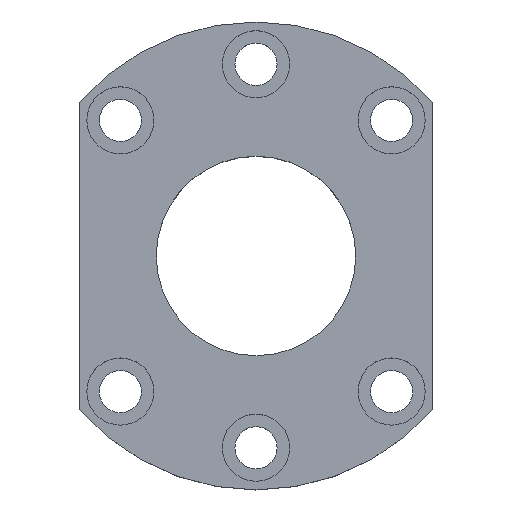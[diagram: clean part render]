
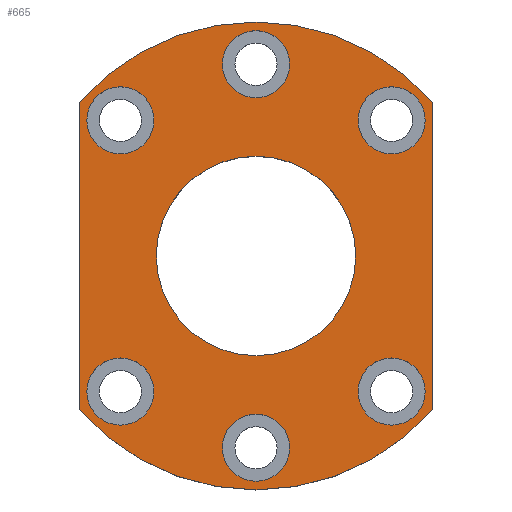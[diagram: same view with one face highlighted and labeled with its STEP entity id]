
A CAD part, top view. The second image highlights one B-rep face of the part: STEP entity #665.
In plain terms, the highlighted planar face has unit normal (0, 0, 1).
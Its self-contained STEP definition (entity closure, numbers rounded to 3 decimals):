
#1 = CARTESIAN_POINT ( 'NONE',  ( 8.75, -50., 0. ) ) ;
#13 = CARTESIAN_POINT ( 'NONE',  ( -46., -40.062, 0. ) ) ;
#18 = DIRECTION ( 'NONE',  ( 0., 0., -1. ) ) ;
#19 = EDGE_CURVE ( 'NONE', #86, #86, #188, .T. ) ;
#20 = VERTEX_POINT ( 'NONE', #465 ) ;
#21 = AXIS2_PLACEMENT_3D ( 'NONE', #520, #159, #671 ) ;
#30 = AXIS2_PLACEMENT_3D ( 'NONE', #326, #390, #542 ) ;
#37 = DIRECTION ( 'NONE',  ( 0., 1., 0. ) ) ;
#38 = ORIENTED_EDGE ( 'NONE', *, *, #540, .F. ) ;
#42 = ORIENTED_EDGE ( 'NONE', *, *, #88, .T. ) ;
#60 = PLANE ( 'NONE',  #212 ) ;
#66 = ORIENTED_EDGE ( 'NONE', *, *, #19, .F. ) ;
#70 = VERTEX_POINT ( 'NONE', #13 ) ;
#86 = VERTEX_POINT ( 'NONE', #99 ) ;
#87 = ORIENTED_EDGE ( 'NONE', *, *, #216, .T. ) ;
#88 = EDGE_CURVE ( 'NONE', #144, #255, #418, .T. ) ;
#89 = VERTEX_POINT ( 'NONE', #126 ) ;
#91 = DIRECTION ( 'NONE',  ( 0., -1., 0. ) ) ;
#97 = AXIS2_PLACEMENT_3D ( 'NONE', #491, #555, #479 ) ;
#99 = CARTESIAN_POINT ( 'NONE',  ( -26.605, -35.355, 0. ) ) ;
#107 = CARTESIAN_POINT ( 'NONE',  ( 0., 0., 0. ) ) ;
#109 = EDGE_LOOP ( 'NONE', ( #38 ) ) ;
#126 = CARTESIAN_POINT ( 'NONE',  ( -26.605, 35.355, 0. ) ) ;
#134 = DIRECTION ( 'NONE',  ( 0., 0., 1. ) ) ;
#143 = CARTESIAN_POINT ( 'NONE',  ( 46., 40.062, 0. ) ) ;
#144 = VERTEX_POINT ( 'NONE', #412 ) ;
#146 = CARTESIAN_POINT ( 'NONE',  ( 0., 50., 0. ) ) ;
#147 = EDGE_CURVE ( 'NONE', #89, #89, #274, .T. ) ;
#158 = AXIS2_PLACEMENT_3D ( 'NONE', #567, #495, #401 ) ;
#159 = DIRECTION ( 'NONE',  ( 0., 0., 1. ) ) ;
#161 = EDGE_LOOP ( 'NONE', ( #66 ) ) ;
#169 = EDGE_LOOP ( 'NONE', ( #543 ) ) ;
#173 = CIRCLE ( 'NONE', #611, 8.75 ) ;
#181 = ORIENTED_EDGE ( 'NONE', *, *, #702, .F. ) ;
#188 = CIRCLE ( 'NONE', #414, 8.75 ) ;
#190 = DIRECTION ( 'NONE',  ( 1., 0., 0. ) ) ;
#198 = AXIS2_PLACEMENT_3D ( 'NONE', #284, #339, #190 ) ;
#204 = CARTESIAN_POINT ( 'NONE',  ( 26., 0., 0. ) ) ;
#211 = EDGE_CURVE ( 'NONE', #250, #250, #771, .T. ) ;
#212 = AXIS2_PLACEMENT_3D ( 'NONE', #107, #18, #37 ) ;
#216 = EDGE_CURVE ( 'NONE', #70, #20, #745, .T. ) ;
#231 = DIRECTION ( 'NONE',  ( 0., 1., 0. ) ) ;
#234 = EDGE_LOOP ( 'NONE', ( #638 ) ) ;
#238 = ORIENTED_EDGE ( 'NONE', *, *, #147, .F. ) ;
#250 = VERTEX_POINT ( 'NONE', #1 ) ;
#252 = FACE_BOUND ( 'NONE', #304, .T. ) ;
#255 = VERTEX_POINT ( 'NONE', #367 ) ;
#274 = CIRCLE ( 'NONE', #30, 8.75 ) ;
#276 = LINE ( 'NONE', #143, #629 ) ;
#284 = CARTESIAN_POINT ( 'NONE',  ( 0., 0., 0. ) ) ;
#291 = CARTESIAN_POINT ( 'NONE',  ( 44.105, 35.355, 0. ) ) ;
#301 = FACE_BOUND ( 'NONE', #772, .T. ) ;
#304 = EDGE_LOOP ( 'NONE', ( #393 ) ) ;
#311 = CARTESIAN_POINT ( 'NONE',  ( -46., 40.062, 0. ) ) ;
#313 = CIRCLE ( 'NONE', #21, 8.75 ) ;
#323 = EDGE_LOOP ( 'NONE', ( #606, #42, #739, #87 ) ) ;
#326 = CARTESIAN_POINT ( 'NONE',  ( -35.355, 35.355, 0. ) ) ;
#339 = DIRECTION ( 'NONE',  ( 0., 0., 1. ) ) ;
#340 = DIRECTION ( 'NONE',  ( 0., -1., 0. ) ) ;
#362 = VERTEX_POINT ( 'NONE', #291 ) ;
#367 = CARTESIAN_POINT ( 'NONE',  ( -46., 40.062, 0. ) ) ;
#382 = FACE_BOUND ( 'NONE', #109, .T. ) ;
#390 = DIRECTION ( 'NONE',  ( 0., 0., 1. ) ) ;
#393 = ORIENTED_EDGE ( 'NONE', *, *, #538, .F. ) ;
#401 = DIRECTION ( 'NONE',  ( 0., -1., 0. ) ) ;
#405 = FACE_BOUND ( 'NONE', #661, .T. ) ;
#407 = AXIS2_PLACEMENT_3D ( 'NONE', #732, #525, #459 ) ;
#412 = CARTESIAN_POINT ( 'NONE',  ( 46., 40.062, 0. ) ) ;
#414 = AXIS2_PLACEMENT_3D ( 'NONE', #695, #631, #558 ) ;
#418 = CIRCLE ( 'NONE', #431, 61. ) ;
#424 = DIRECTION ( 'NONE',  ( 0., 0., 1. ) ) ;
#431 = AXIS2_PLACEMENT_3D ( 'NONE', #514, #424, #340 ) ;
#459 = DIRECTION ( 'NONE',  ( 1., 0., 0. ) ) ;
#465 = CARTESIAN_POINT ( 'NONE',  ( 46., -40.062, 0. ) ) ;
#478 = FACE_BOUND ( 'NONE', #169, .T. ) ;
#479 = DIRECTION ( 'NONE',  ( 1., 0., 0. ) ) ;
#491 = CARTESIAN_POINT ( 'NONE',  ( 0., -50., 0. ) ) ;
#495 = DIRECTION ( 'NONE',  ( 0., 0., 1. ) ) ;
#496 = EDGE_CURVE ( 'NONE', #547, #547, #173, .T. ) ;
#506 = FACE_OUTER_BOUND ( 'NONE', #323, .T. ) ;
#512 = CARTESIAN_POINT ( 'NONE',  ( 44.105, -35.355, 0. ) ) ;
#514 = CARTESIAN_POINT ( 'NONE',  ( 0., 0., 0. ) ) ;
#517 = VERTEX_POINT ( 'NONE', #512 ) ;
#520 = CARTESIAN_POINT ( 'NONE',  ( 35.355, 35.355, 0. ) ) ;
#525 = DIRECTION ( 'NONE',  ( 0., 0., 1. ) ) ;
#537 = VECTOR ( 'NONE', #91, 1000. ) ;
#538 = EDGE_CURVE ( 'NONE', #517, #517, #571, .T. ) ;
#540 = EDGE_CURVE ( 'NONE', #362, #362, #313, .T. ) ;
#542 = DIRECTION ( 'NONE',  ( 1., 0., 0. ) ) ;
#543 = ORIENTED_EDGE ( 'NONE', *, *, #211, .F. ) ;
#547 = VERTEX_POINT ( 'NONE', #557 ) ;
#555 = DIRECTION ( 'NONE',  ( 0., 0., 1. ) ) ;
#557 = CARTESIAN_POINT ( 'NONE',  ( 8.75, 50., 0. ) ) ;
#558 = DIRECTION ( 'NONE',  ( 1., 0., 0. ) ) ;
#567 = CARTESIAN_POINT ( 'NONE',  ( 0., 0., 0. ) ) ;
#571 = CIRCLE ( 'NONE', #407, 8.75 ) ;
#595 = EDGE_CURVE ( 'NONE', #255, #70, #700, .T. ) ;
#601 = FACE_BOUND ( 'NONE', #234, .T. ) ;
#606 = ORIENTED_EDGE ( 'NONE', *, *, #663, .T. ) ;
#611 = AXIS2_PLACEMENT_3D ( 'NONE', #146, #134, #755 ) ;
#629 = VECTOR ( 'NONE', #231, 1000. ) ;
#631 = DIRECTION ( 'NONE',  ( 0., 0., 1. ) ) ;
#633 = FACE_BOUND ( 'NONE', #161, .T. ) ;
#638 = ORIENTED_EDGE ( 'NONE', *, *, #496, .F. ) ;
#661 = EDGE_LOOP ( 'NONE', ( #238 ) ) ;
#663 = EDGE_CURVE ( 'NONE', #20, #144, #276, .T. ) ;
#665 = ADVANCED_FACE ( 'NONE', ( #405, #601, #382, #506, #301, #633, #478, #252 ), #60, .F. ) ;
#671 = DIRECTION ( 'NONE',  ( 1., 0., 0. ) ) ;
#695 = CARTESIAN_POINT ( 'NONE',  ( -35.355, -35.355, 0. ) ) ;
#700 = LINE ( 'NONE', #311, #537 ) ;
#702 = EDGE_CURVE ( 'NONE', #751, #751, #767, .T. ) ;
#732 = CARTESIAN_POINT ( 'NONE',  ( 35.355, -35.355, 0. ) ) ;
#739 = ORIENTED_EDGE ( 'NONE', *, *, #595, .T. ) ;
#745 = CIRCLE ( 'NONE', #158, 61. ) ;
#751 = VERTEX_POINT ( 'NONE', #204 ) ;
#755 = DIRECTION ( 'NONE',  ( 1., 0., 0. ) ) ;
#767 = CIRCLE ( 'NONE', #198, 26. ) ;
#771 = CIRCLE ( 'NONE', #97, 8.75 ) ;
#772 = EDGE_LOOP ( 'NONE', ( #181 ) ) ;
